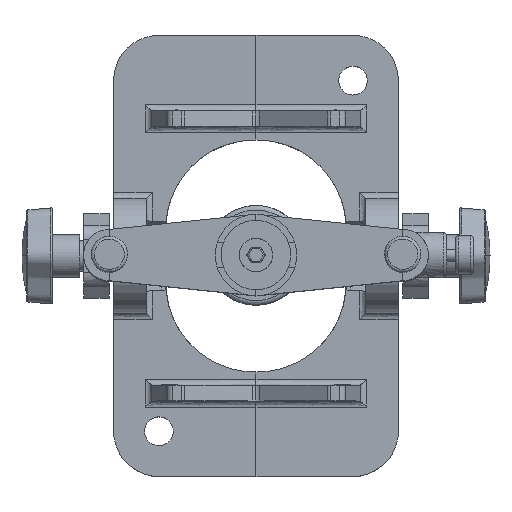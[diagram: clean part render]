
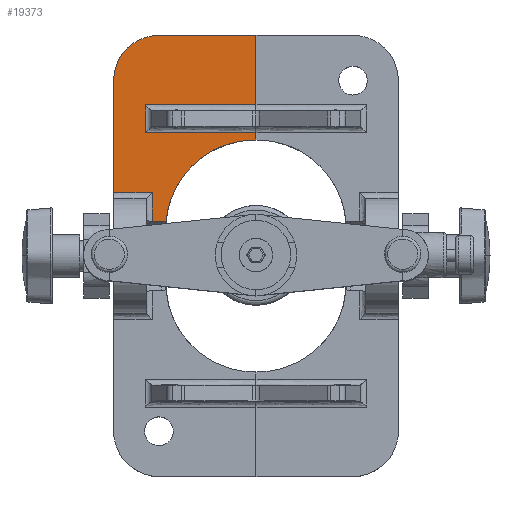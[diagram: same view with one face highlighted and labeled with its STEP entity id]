
A CAD part, top view. The second image highlights one B-rep face of the part: STEP entity #19373.
In plain terms, the highlighted free-form (B-spline) face has degree [1, 1] with [2, 2] control points.
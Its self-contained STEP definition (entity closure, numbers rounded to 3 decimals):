
#17884 = VERTEX_POINT('',#17885);
#17885 = CARTESIAN_POINT('',(12.696,93.286,0.));
#17900 = EDGE_CURVE('',#17901,#17884,#17903,.T.);
#17901 = VERTEX_POINT('',#17902);
#17902 = CARTESIAN_POINT('',(12.696,83.82,
    0.));
#17903 = B_SPLINE_CURVE_WITH_KNOTS('',1,(#17904,#17905),.UNSPECIFIED.,
  .F.,.F.,(2,2),(30.456,40.),.PIECEWISE_BEZIER_KNOTS.);
#17904 = CARTESIAN_POINT('',(12.696,83.82,
    0.));
#17905 = CARTESIAN_POINT('',(12.696,93.286,0.));
#17984 = VERTEX_POINT('',#17985);
#17985 = CARTESIAN_POINT('',(0.,93.286,0.));
#17991 = EDGE_CURVE('',#17884,#17984,#17992,.T.);
#17992 = B_SPLINE_CURVE_WITH_KNOTS('',1,(#17993,#17994),.UNSPECIFIED.,
  .F.,.F.,(2,2),(-2.,10.8),.PIECEWISE_BEZIER_KNOTS.);
#17993 = CARTESIAN_POINT('',(12.696,93.286,0.));
#17994 = CARTESIAN_POINT('',(0.,93.286,0.));
#18383 = VERTEX_POINT('',#18384);
#18384 = CARTESIAN_POINT('',(0.,130.035,0.));
#18389 = EDGE_CURVE('',#17984,#18383,#18390,.T.);
#18390 = B_SPLINE_CURVE_WITH_KNOTS('',2,(#18391,#18392,#18393),
  .UNSPECIFIED.,.F.,.F.,(3,3),(-375.998,-338.948),
  .PIECEWISE_BEZIER_KNOTS.);
#18391 = CARTESIAN_POINT('',(0.,93.286,0.));
#18392 = CARTESIAN_POINT('',(0.,111.661,0.));
#18393 = CARTESIAN_POINT('',(0.,130.035,0.));
#18434 = VERTEX_POINT('',#18435);
#18435 = CARTESIAN_POINT('',(14.878,144.913,0.));
#18440 = EDGE_CURVE('',#18383,#18434,#18441,.T.);
#18441 = ( BOUNDED_CURVE() B_SPLINE_CURVE(2,(#18442,#18443,#18444),
.UNSPECIFIED.,.F.,.F.) B_SPLINE_CURVE_WITH_KNOTS((3,3),(-338.948,
-315.386),.PIECEWISE_BEZIER_KNOTS.) CURVE() 
GEOMETRIC_REPRESENTATION_ITEM() RATIONAL_B_SPLINE_CURVE((1.,
0.707,1.)) REPRESENTATION_ITEM('') );
#18442 = CARTESIAN_POINT('',(0.,130.035,0.));
#18443 = CARTESIAN_POINT('',(0.,144.913,0.));
#18444 = CARTESIAN_POINT('',(14.878,144.913,0.));
#18537 = EDGE_CURVE('',#18538,#18540,#18542,.T.);
#18538 = VERTEX_POINT('',#18539);
#18539 = CARTESIAN_POINT('',(46.37,110.545,0.));
#18540 = VERTEX_POINT('',#18541);
#18541 = CARTESIAN_POINT('',(17.22,83.82,
    0.));
#18542 = ( BOUNDED_CURVE() B_SPLINE_CURVE(2,(#18543,#18544,#18545),
.UNSPECIFIED.,.F.,.F.) B_SPLINE_CURVE_WITH_KNOTS((3,3),(158.415,
201.959),.PIECEWISE_BEZIER_KNOTS.) CURVE() 
GEOMETRIC_REPRESENTATION_ITEM() RATIONAL_B_SPLINE_CURVE((1.,
0.737,1.)) REPRESENTATION_ITEM('') );
#18543 = CARTESIAN_POINT('',(46.37,110.545,0.));
#18544 = CARTESIAN_POINT('',(19.545,110.545,
    0.));
#18545 = CARTESIAN_POINT('',(17.22,83.82,
    0.));
#18653 = VERTEX_POINT('',#18654);
#18654 = CARTESIAN_POINT('',(10.529,112.975,0.));
#18669 = EDGE_CURVE('',#18653,#18670,#18672,.T.);
#18670 = VERTEX_POINT('',#18671);
#18671 = CARTESIAN_POINT('',(10.529,122.1,0.));
#18672 = B_SPLINE_CURVE_WITH_KNOTS('',1,(#18673,#18674),.UNSPECIFIED.,
  .F.,.F.,(2,2),(-2.,7.2),.PIECEWISE_BEZIER_KNOTS.);
#18673 = CARTESIAN_POINT('',(10.529,112.975,0.));
#18674 = CARTESIAN_POINT('',(10.529,122.1,0.));
#18871 = EDGE_CURVE('',#18872,#17901,#18874,.T.);
#18872 = VERTEX_POINT('',#18873);
#18873 = CARTESIAN_POINT('',(15.667,83.82,
    0.));
#18874 = B_SPLINE_CURVE_WITH_KNOTS('',1,(#18875,#18876),.UNSPECIFIED.,
  .F.,.F.,(2,2),(-4.945,-1.95),.PIECEWISE_BEZIER_KNOTS.);
#18875 = CARTESIAN_POINT('',(15.667,83.82,
    0.));
#18876 = CARTESIAN_POINT('',(12.696,83.82,
    0.));
#18916 = EDGE_CURVE('',#18872,#18540,#18917,.T.);
#18917 = ( BOUNDED_CURVE() B_SPLINE_CURVE(1,(#18918,#18919,#18920),
.UNSPECIFIED.,.F.,.F.) B_SPLINE_CURVE_WITH_KNOTS((2,1,2),(4.945
,6.4,6.511),.UNSPECIFIED.) CURVE() 
GEOMETRIC_REPRESENTATION_ITEM() RATIONAL_B_SPLINE_CURVE((1.,
0.884,1.)) REPRESENTATION_ITEM('') );
#18918 = CARTESIAN_POINT('',(15.667,83.82,
    0.));
#18919 = CARTESIAN_POINT('',(17.11,83.82,
    0.));
#18920 = CARTESIAN_POINT('',(17.22,83.82,
    0.));
#19013 = VERTEX_POINT('',#19014);
#19014 = CARTESIAN_POINT('',(46.767,144.913,0.));
#19019 = EDGE_CURVE('',#18434,#19013,#19020,.T.);
#19020 = B_SPLINE_CURVE_WITH_KNOTS('',2,(#19021,#19022,#19023),
  .UNSPECIFIED.,.F.,.F.,(3,3),(-315.386,-283.236),
  .PIECEWISE_BEZIER_KNOTS.);
#19021 = CARTESIAN_POINT('',(14.878,144.913,0.));
#19022 = CARTESIAN_POINT('',(30.823,144.913,0.));
#19023 = CARTESIAN_POINT('',(46.767,144.913,0.));
#19107 = VERTEX_POINT('',#19108);
#19108 = CARTESIAN_POINT('',(46.767,110.545,
    0.));
#19122 = EDGE_CURVE('',#19107,#18538,#19123,.T.);
#19123 = B_SPLINE_CURVE_WITH_KNOTS('',2,(#19124,#19125,#19126),
  .UNSPECIFIED.,.F.,.F.,(3,3),(158.015,158.415),
  .PIECEWISE_BEZIER_KNOTS.);
#19124 = CARTESIAN_POINT('',(46.767,110.545,
    0.));
#19125 = CARTESIAN_POINT('',(46.569,110.545,
    0.));
#19126 = CARTESIAN_POINT('',(46.37,110.545,0.));
#19221 = EDGE_CURVE('',#18653,#19222,#19224,.T.);
#19222 = VERTEX_POINT('',#19223);
#19223 = CARTESIAN_POINT('',(46.767,112.975,
    0.));
#19224 = B_SPLINE_CURVE_WITH_KNOTS('',1,(#19225,#19226),.UNSPECIFIED.,
  .F.,.F.,(2,2),(-1.535,35.),.PIECEWISE_BEZIER_KNOTS.);
#19225 = CARTESIAN_POINT('',(10.529,112.975,0.));
#19226 = CARTESIAN_POINT('',(46.767,112.975,
    0.));
#19248 = VERTEX_POINT('',#19249);
#19249 = CARTESIAN_POINT('',(46.767,122.1,
    0.));
#19258 = EDGE_CURVE('',#18670,#19248,#19259,.T.);
#19259 = B_SPLINE_CURVE_WITH_KNOTS('',1,(#19260,#19261),.UNSPECIFIED.,
  .F.,.F.,(2,2),(-1.535,35.),.PIECEWISE_BEZIER_KNOTS.);
#19260 = CARTESIAN_POINT('',(10.529,122.1,0.));
#19261 = CARTESIAN_POINT('',(46.767,122.1,
    0.));
#19373 = ADVANCED_FACE('',(#19374),#19398,.T.);
#19374 = FACE_BOUND('',#19375,.T.);
#19375 = EDGE_LOOP('',(#19376,#19377,#19378,#19379,#19380,#19381,#19382,
    #19383,#19384,#19385,#19390,#19391,#19392,#19393));
#19376 = ORIENTED_EDGE('',*,*,#19122,.T.);
#19377 = ORIENTED_EDGE('',*,*,#18537,.T.);
#19378 = ORIENTED_EDGE('',*,*,#18916,.F.);
#19379 = ORIENTED_EDGE('',*,*,#18871,.T.);
#19380 = ORIENTED_EDGE('',*,*,#17900,.T.);
#19381 = ORIENTED_EDGE('',*,*,#17991,.T.);
#19382 = ORIENTED_EDGE('',*,*,#18389,.T.);
#19383 = ORIENTED_EDGE('',*,*,#18440,.T.);
#19384 = ORIENTED_EDGE('',*,*,#19019,.T.);
#19385 = ORIENTED_EDGE('',*,*,#19386,.F.);
#19386 = EDGE_CURVE('',#19248,#19013,#19387,.T.);
#19387 = B_SPLINE_CURVE_WITH_KNOTS('',1,(#19388,#19389),.UNSPECIFIED.,
  .F.,.F.,(2,2),(160.791,183.791),
  .PIECEWISE_BEZIER_KNOTS.);
#19388 = CARTESIAN_POINT('',(46.767,122.1,
    0.));
#19389 = CARTESIAN_POINT('',(46.767,144.913,0.));
#19390 = ORIENTED_EDGE('',*,*,#19258,.F.);
#19391 = ORIENTED_EDGE('',*,*,#18669,.F.);
#19392 = ORIENTED_EDGE('',*,*,#19221,.T.);
#19393 = ORIENTED_EDGE('',*,*,#19394,.F.);
#19394 = EDGE_CURVE('',#19107,#19222,#19395,.T.);
#19395 = B_SPLINE_CURVE_WITH_KNOTS('',1,(#19396,#19397),.UNSPECIFIED.,
  .F.,.F.,(2,2),(149.141,151.591),
  .PIECEWISE_BEZIER_KNOTS.);
#19396 = CARTESIAN_POINT('',(46.767,110.545,
    0.));
#19397 = CARTESIAN_POINT('',(46.767,112.975,
    0.));
#19398 = B_SPLINE_SURFACE_WITH_KNOTS('',1,1,(
    (#19399,#19400)
    ,(#19401,#19402
    )),.UNSPECIFIED.,.F.,.F.,.F.,(2,2),(2,2),(58.938,106.088),(
    102.769,164.363),.PIECEWISE_BEZIER_KNOTS.);
#19399 = CARTESIAN_POINT('',(46.767,83.82,0.));
#19400 = CARTESIAN_POINT('',(46.767,144.913,0.));
#19401 = CARTESIAN_POINT('',(0.,83.82,0.));
#19402 = CARTESIAN_POINT('',(0.,144.913,0.));
